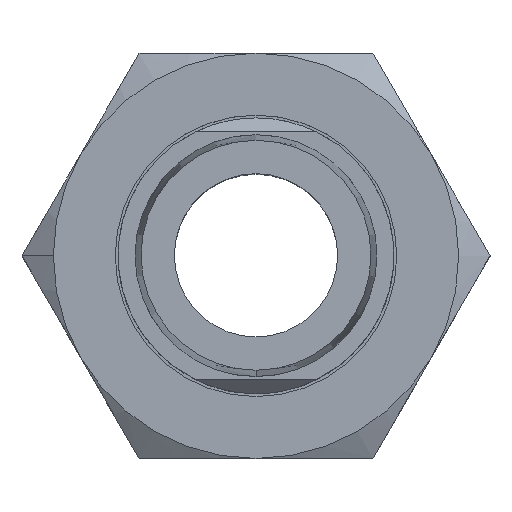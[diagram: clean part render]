
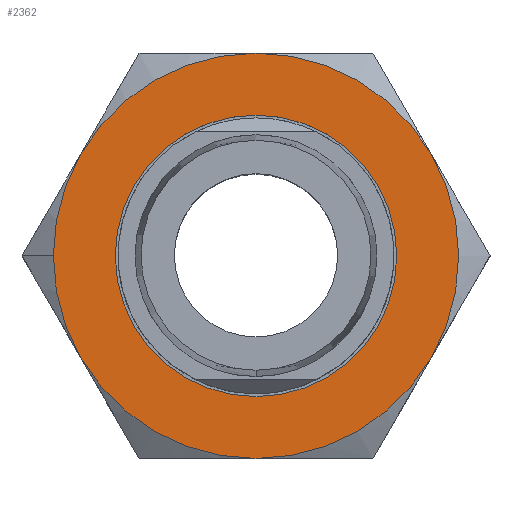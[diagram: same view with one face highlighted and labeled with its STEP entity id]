
A CAD part, top view. The second image highlights one B-rep face of the part: STEP entity #2362.
In plain terms, the highlighted planar face has unit normal (0, 0, 1).
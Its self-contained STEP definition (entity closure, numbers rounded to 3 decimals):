
#139 = EDGE_CURVE ( 'NONE', #2215, #2214, #407, .T. ) ;
#166 = VERTEX_POINT ( 'NONE', #475 ) ;
#168 = EDGE_CURVE ( 'NONE', #166, #169, #474, .T. ) ;
#169 = VERTEX_POINT ( 'NONE', #469 ) ;
#403 = DIRECTION ( 'NONE',  ( 1., 0., 0. ) ) ;
#404 = DIRECTION ( 'NONE',  ( 0., 0., 1. ) ) ;
#405 = CARTESIAN_POINT ( 'NONE',  ( 0., 0., 8. ) ) ;
#406 = AXIS2_PLACEMENT_3D ( 'NONE', #405, #404, #403 ) ;
#407 = CIRCLE ( 'NONE', #406, 18. ) ;
#469 = CARTESIAN_POINT ( 'NONE',  ( 12.5, 0., 8. ) ) ;
#470 = DIRECTION ( 'NONE',  ( 1., 0., 0. ) ) ;
#471 = DIRECTION ( 'NONE',  ( 0., 0., 1. ) ) ;
#472 = CARTESIAN_POINT ( 'NONE',  ( 0., 0., 8. ) ) ;
#473 = AXIS2_PLACEMENT_3D ( 'NONE', #472, #471, #470 ) ;
#474 = CIRCLE ( 'NONE', #473, 12.5 ) ;
#475 = CARTESIAN_POINT ( 'NONE',  ( -12.5, 0., 8. ) ) ;
#561 = CARTESIAN_POINT ( 'NONE',  ( 0., 18., 8. ) ) ;
#574 = CARTESIAN_POINT ( 'NONE',  ( 15.588, 9., 8. ) ) ;
#591 = CARTESIAN_POINT ( 'NONE',  ( 15.588, -9., 8. ) ) ;
#592 = CARTESIAN_POINT ( 'NONE',  ( -15.588, -9., 8. ) ) ;
#594 = CARTESIAN_POINT ( 'NONE',  ( -18., 0., 8. ) ) ;
#620 = DIRECTION ( 'NONE',  ( 1., 0., 0. ) ) ;
#621 = DIRECTION ( 'NONE',  ( 0., 0., 1. ) ) ;
#622 = AXIS2_PLACEMENT_3D ( 'NONE', #630, #621, #620 ) ;
#623 = CIRCLE ( 'NONE', #622, 18. ) ;
#630 = CARTESIAN_POINT ( 'NONE',  ( 0., 0., 8. ) ) ;
#642 = DIRECTION ( 'NONE',  ( 1., 0., 0. ) ) ;
#643 = DIRECTION ( 'NONE',  ( 0., 0., 1. ) ) ;
#644 = CARTESIAN_POINT ( 'NONE',  ( 0., 0., 8. ) ) ;
#645 = AXIS2_PLACEMENT_3D ( 'NONE', #644, #643, #642 ) ;
#646 = CIRCLE ( 'NONE', #645, 18. ) ;
#653 = DIRECTION ( 'NONE',  ( 1., 0., 0. ) ) ;
#654 = DIRECTION ( 'NONE',  ( 0., 0., 1. ) ) ;
#655 = CARTESIAN_POINT ( 'NONE',  ( 0., 0., 8. ) ) ;
#656 = AXIS2_PLACEMENT_3D ( 'NONE', #655, #654, #653 ) ;
#657 = CIRCLE ( 'NONE', #656, 18. ) ;
#668 = DIRECTION ( 'NONE',  ( 1., 0., 0. ) ) ;
#669 = DIRECTION ( 'NONE',  ( 0., 0., 1. ) ) ;
#670 = CARTESIAN_POINT ( 'NONE',  ( 0., 0., 8. ) ) ;
#671 = AXIS2_PLACEMENT_3D ( 'NONE', #670, #669, #668 ) ;
#672 = CIRCLE ( 'NONE', #671, 18. ) ;
#676 = CARTESIAN_POINT ( 'NONE',  ( 0., -18., 8. ) ) ;
#695 = DIRECTION ( 'NONE',  ( 1., 0., 0. ) ) ;
#696 = DIRECTION ( 'NONE',  ( 0., 0., 1. ) ) ;
#697 = CARTESIAN_POINT ( 'NONE',  ( 0., 0., 8. ) ) ;
#698 = AXIS2_PLACEMENT_3D ( 'NONE', #697, #696, #695 ) ;
#699 = CIRCLE ( 'NONE', #698, 18. ) ;
#700 = CARTESIAN_POINT ( 'NONE',  ( -15.588, 9., 8. ) ) ;
#792 = DIRECTION ( 'NONE',  ( 1., 0., 0. ) ) ;
#793 = DIRECTION ( 'NONE',  ( 0., 0., 1. ) ) ;
#794 = CARTESIAN_POINT ( 'NONE',  ( 0., 0., 8. ) ) ;
#803 = CIRCLE ( 'NONE', #805, 18. ) ;
#805 = AXIS2_PLACEMENT_3D ( 'NONE', #794, #793, #792 ) ;
#956 = DIRECTION ( 'NONE',  ( 1., 0., 0. ) ) ;
#957 = DIRECTION ( 'NONE',  ( 0., 0., 1. ) ) ;
#958 = CARTESIAN_POINT ( 'NONE',  ( 0., 0., 8. ) ) ;
#959 = AXIS2_PLACEMENT_3D ( 'NONE', #958, #957, #956 ) ;
#960 = CIRCLE ( 'NONE', #959, 12.5 ) ;
#964 = DIRECTION ( 'NONE',  ( -1., 0., 0. ) ) ;
#965 = DIRECTION ( 'NONE',  ( 0., 0., -1. ) ) ;
#966 = CARTESIAN_POINT ( 'NONE',  ( 0., 18., 8. ) ) ;
#968 = AXIS2_PLACEMENT_3D ( 'NONE', #966, #965, #964 ) ;
#969 = FACE_OUTER_BOUND ( 'NONE', #2358, .T. ) ;
#970 = FACE_BOUND ( 'NONE', #2360, .T. ) ;
#974 = PLANE ( 'NONE',  #968 ) ;
#2199 = VERTEX_POINT ( 'NONE', #574 ) ;
#2206 = VERTEX_POINT ( 'NONE', #561 ) ;
#2214 = VERTEX_POINT ( 'NONE', #592 ) ;
#2215 = VERTEX_POINT ( 'NONE', #594 ) ;
#2217 = VERTEX_POINT ( 'NONE', #591 ) ;
#2225 = EDGE_CURVE ( 'NONE', #2217, #2199, #623, .T. ) ;
#2237 = EDGE_CURVE ( 'NONE', #2214, #2245, #657, .T. ) ;
#2239 = EDGE_CURVE ( 'NONE', #2199, #2206, #646, .T. ) ;
#2245 = VERTEX_POINT ( 'NONE', #676 ) ;
#2247 = EDGE_CURVE ( 'NONE', #2245, #2217, #672, .T. ) ;
#2257 = VERTEX_POINT ( 'NONE', #700 ) ;
#2258 = EDGE_CURVE ( 'NONE', #2257, #2215, #699, .T. ) ;
#2279 = EDGE_CURVE ( 'NONE', #2206, #2257, #803, .T. ) ;
#2353 = ORIENTED_EDGE ( 'NONE', *, *, #139, .T. ) ;
#2354 = ORIENTED_EDGE ( 'NONE', *, *, #2237, .T. ) ;
#2355 = ORIENTED_EDGE ( 'NONE', *, *, #2239, .T. ) ;
#2356 = ORIENTED_EDGE ( 'NONE', *, *, #2279, .T. ) ;
#2357 = ORIENTED_EDGE ( 'NONE', *, *, #2258, .T. ) ;
#2358 = EDGE_LOOP ( 'NONE', ( #2355, #2356, #2357, #2353, #2354, #2380, #2376 ) ) ;
#2359 = ORIENTED_EDGE ( 'NONE', *, *, #2372, .F. ) ;
#2360 = EDGE_LOOP ( 'NONE', ( #2359, #2361 ) ) ;
#2361 = ORIENTED_EDGE ( 'NONE', *, *, #168, .F. ) ;
#2362 = ADVANCED_FACE ( 'NONE', ( #970, #969 ), #974, .F. ) ;
#2372 = EDGE_CURVE ( 'NONE', #169, #166, #960, .T. ) ;
#2376 = ORIENTED_EDGE ( 'NONE', *, *, #2225, .T. ) ;
#2380 = ORIENTED_EDGE ( 'NONE', *, *, #2247, .T. ) ;
